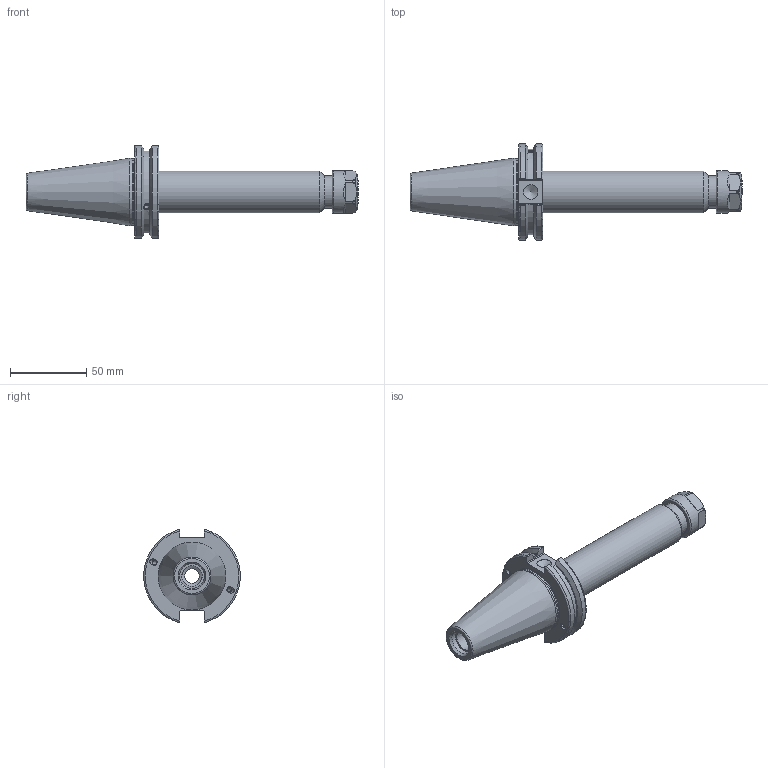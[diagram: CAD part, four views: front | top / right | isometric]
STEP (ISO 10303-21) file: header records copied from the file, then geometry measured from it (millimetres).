
FILE_DESCRIPTION(/* description */ ('','CAx-IF Rec.Pracs.---Representation and Presentation of Product Manufacturing Information (PMI)---4.0---2014-10-13'),/* implementation_level */ '2;1');
FILE_NAME(/* name */ 'TK025.stp',/* time_stamp */ '2025-02-26T10:33:01+09:00',/* author */ ('eos'),/* organization */ (''),/* preprocessor_version */ 'ST-DEVELOPER v20',/* originating_system */ 'Autodesk Inventor 2025',/* authorisation */ '');
FILE_SCHEMA (('AP242_MANAGED_MODEL_BASED_3D_ENGINEERING_MIM_LF { 1 0 10303 442 1 1 4 }'));
Length unit declared in the file: millimetre
Products named in the file (3): LO-CAT40ADB-SKA10-150; CAT50; SKN10-NUT
Assembly tree (2 placements, depth 2):
  LO-CAT40ADB-SKA10-150
    CAT50
    SKN10-NUT
Bounding box: 218.25 x 63.26 x 61.09 mm (x, y, z)
Volume: 158752.6 mm3; surface area: 39070.7 mm2
Topology: 2 solids, 2 shells, 134 faces, 359 edges, 233 vertices
Faces by surface type: plane 52, cylinder 40, cone 27, torus 15
Full cylindrical faces by diameter (mm): 3.242 x8, 4 x2, 4.2 x2, 9.398 x1, 9.525 x1, 12.6 x1, 13 x1, 13.386 x1, 14.6 x1, 16.3 x1, 21.5 x2, 21.9 x2, 27.5 x1, 28 x1, 43.6 x1
Entity records: 5417 total; most frequent: CARTESIAN_POINT 1455, DIRECTION 771, ORIENTED_EDGE 712, EDGE_CURVE 356, AXIS2_PLACEMENT_3D 317, VERTEX_POINT 233, EDGE_LOOP 153, STYLED_ITEM 151
